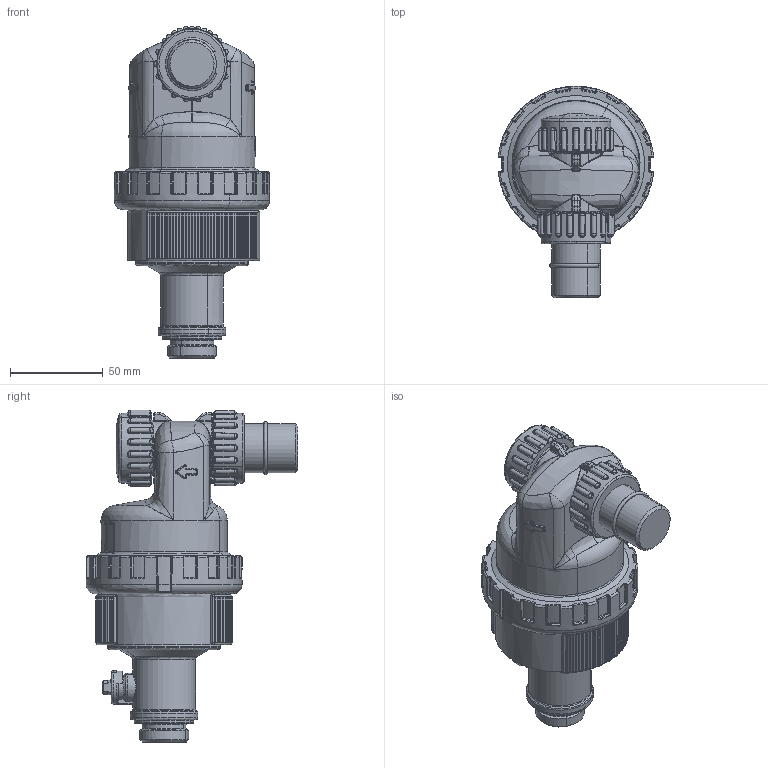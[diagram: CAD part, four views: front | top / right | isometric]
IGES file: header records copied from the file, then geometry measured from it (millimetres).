
Start section: START RECORD GO HERE.
Global section: file name: 545102 (IGS).igs; native system: DASSAULT SYSTEMES CATIA Version 5-6 Release 2014 - www.3ds.com; preprocessor: V5-6R2014_5.24.5.0.02-24-2015.20.00; author: matadini; organization: CALEFFI; date: 20160502.101000; units: millimetre
Bounding box: 83.59 x 114 x 178.75 mm (x, y, z)
Surface area: 53264.2 mm2 (no closed solid volume)
Topology: 0 solids, 0 shells, 2055 faces, 9643 edges, 9584 vertices
Faces by surface type: revolution 1219, plane 420, bspline 416
